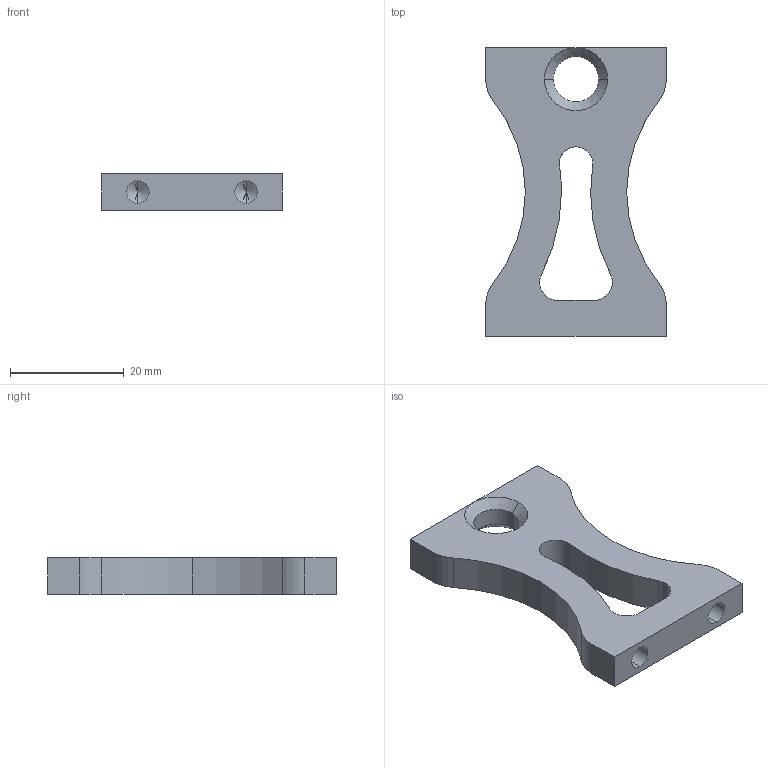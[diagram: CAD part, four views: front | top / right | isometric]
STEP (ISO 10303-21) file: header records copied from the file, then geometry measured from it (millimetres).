
FILE_DESCRIPTION (( 'STEP AP214' ), '1' );
FILE_NAME ('OffsetFairleadPlate.STEP', '2017-11-09T18:57:22', ( 'Windows User' ), ( '' ), 'SwSTEP 2.0', 'SolidWorks 2017', '' );
FILE_SCHEMA (( 'AUTOMOTIVE_DESIGN' ));
Length unit declared in the file: inch
Products named in the file (1): OffsetFairleadPlate
Bounding box: 31.75 x 50.8 x 6.35 mm (x, y, z)
Volume: 5924.7 mm3; surface area: 4192.1 mm2
Topology: 1 solids, 1 shells, 45 faces, 121 edges, 72 vertices
Faces by surface type: cylinder 23, cone 12, plane 9, bspline 1
Entity records: 1560 total; most frequent: CARTESIAN_POINT 294, DIRECTION 251, ORIENTED_EDGE 226, EDGE_CURVE 113, AXIS2_PLACEMENT_3D 97, VERTEX_POINT 72, LINE 57, VECTOR 57
